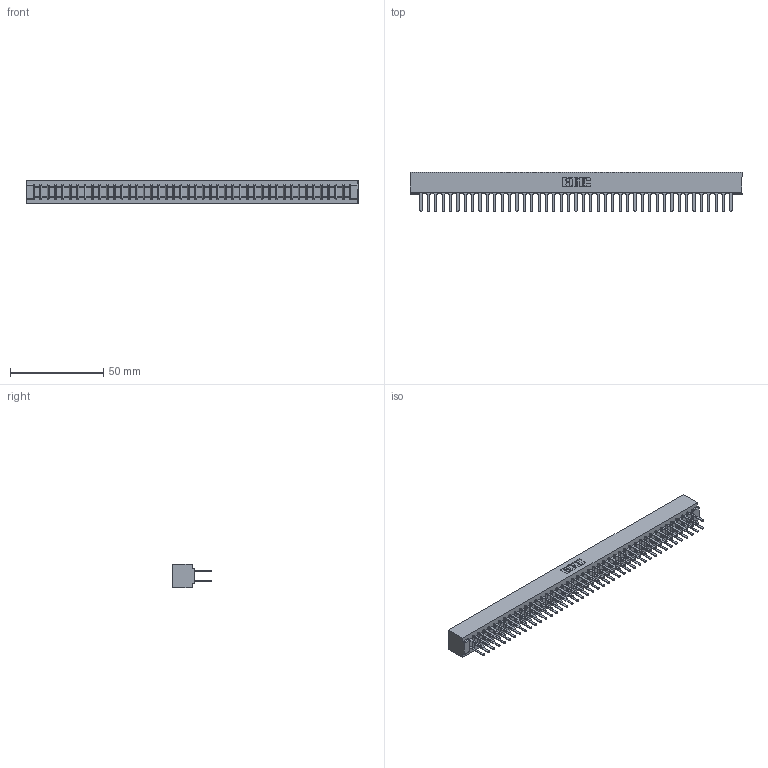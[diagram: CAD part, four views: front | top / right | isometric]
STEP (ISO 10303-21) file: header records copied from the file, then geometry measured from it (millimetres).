
FILE_DESCRIPTION (( 'STEP AP203' ), '1' );
FILE_NAME ('357-086-522-201.STEP', '2019-09-19T18:50:58', ( '' ), ( '' ), 'SwSTEP 2.0', 'SolidWorks 2016', '' );
FILE_SCHEMA (( 'CONFIG_CONTROL_DESIGN' ));
Length unit declared in the file: inch
Products named in the file (3): 307-290-001_522; 357-086-522-201; 307 Part_No Mounting Lugs
Assembly tree (87 placements, depth 2):
  357-086-522-201
    307 Part_No Mounting Lugs
    307-290-001_522  x86
Bounding box: 178.26 x 21.11 x 12.7 mm (x, y, z)
Volume: 19695.4 mm3; surface area: 25371.5 mm2
Topology: 87 solids, 87 shells, 4110 faces, 11479 edges, 7418 vertices
Faces by surface type: plane 2732, cylinder 1290, sphere 88
Entity records: 37806 total; most frequent: CARTESIAN_POINT 6179, ORIENTED_EDGE 6122, DIRECTION 6051, EDGE_CURVE 3061, LINE 2351, VECTOR 2351, VERTEX_POINT 1978, AXIS2_PLACEMENT_3D 1850
